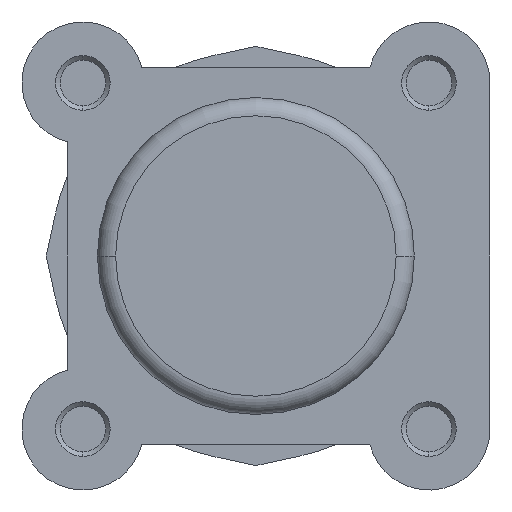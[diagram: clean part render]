
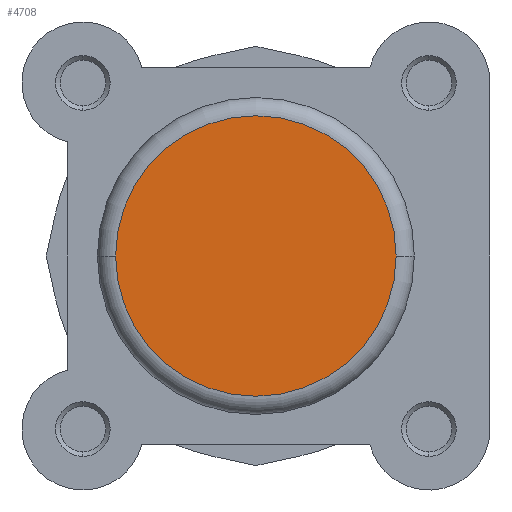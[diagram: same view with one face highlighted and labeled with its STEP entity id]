
A CAD part, left-side view. The second image highlights one B-rep face of the part: STEP entity #4708.
In plain terms, the highlighted planar face has unit normal (-1, 0, 0).
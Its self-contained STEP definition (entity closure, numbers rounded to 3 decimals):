
#141 = VERTEX_POINT ( 'NONE', #446 ) ;
#142 = VERTEX_POINT ( 'NONE', #447 ) ;
#446 = CARTESIAN_POINT ( 'NONE',  ( 0., -15.4, 0. ) ) ;
#447 = CARTESIAN_POINT ( 'NONE',  ( 0., 15.4, 0. ) ) ;
#954 = CARTESIAN_POINT ( 'NONE',  ( 0., 0., 0. ) ) ;
#955 = DIRECTION ( 'NONE',  ( -1., 0., 0. ) ) ;
#956 = DIRECTION ( 'NONE',  ( 0., 1., 0. ) ) ;
#1094 = CARTESIAN_POINT ( 'NONE',  ( 0., 0., 0. ) ) ;
#1101 = DIRECTION ( 'NONE',  ( -1., 0., 0. ) ) ;
#1102 = DIRECTION ( 'NONE',  ( 0., 1., 0. ) ) ;
#1292 = EDGE_LOOP ( 'NONE', ( #1407, #1406 ) ) ;
#1406 = ORIENTED_EDGE ( 'NONE', *, *, #3624, .T. ) ;
#1407 = ORIENTED_EDGE ( 'NONE', *, *, #3680, .T. ) ;
#2931 = CARTESIAN_POINT ( 'NONE',  ( 0., 0., 0. ) ) ;
#2932 = PLANE ( 'NONE',  #4211 ) ;
#2934 = DIRECTION ( 'NONE',  ( 1., 0., 0. ) ) ;
#2935 = DIRECTION ( 'NONE',  ( 0., 1., 0. ) ) ;
#3624 = EDGE_CURVE ( 'NONE', #141, #142, #4595, .T. ) ;
#3680 = EDGE_CURVE ( 'NONE', #142, #141, #4480, .T. ) ;
#4022 = AXIS2_PLACEMENT_3D ( 'NONE', #954, #955, #956 ) ;
#4056 = AXIS2_PLACEMENT_3D ( 'NONE', #1094, #1101, #1102 ) ;
#4211 = AXIS2_PLACEMENT_3D ( 'NONE', #2931, #2934, #2935 ) ;
#4480 = CIRCLE ( 'NONE', #4056, 15.4 ) ;
#4595 = CIRCLE ( 'NONE', #4022, 15.4 ) ;
#4708 = ADVANCED_FACE ( 'NONE', ( #5190 ), #2932, .F. ) ;
#5190 = FACE_OUTER_BOUND ( 'NONE', #1292, .T. ) ;
